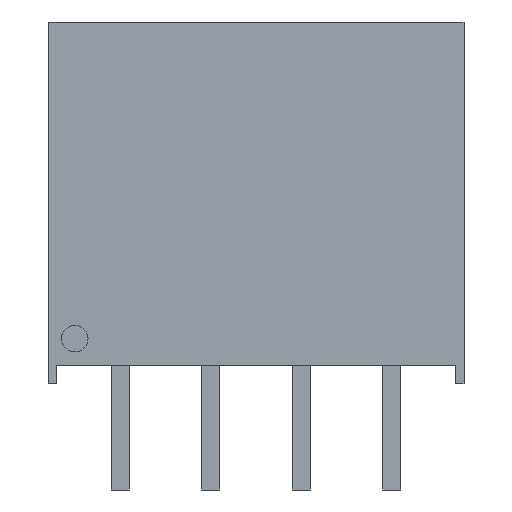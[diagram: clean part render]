
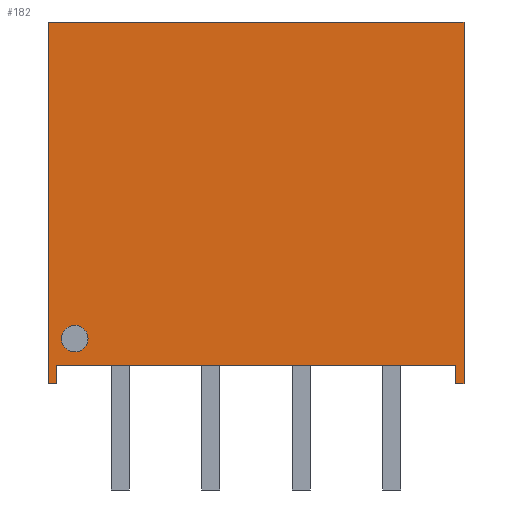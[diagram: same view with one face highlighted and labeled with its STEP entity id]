
A CAD part, front view. The second image highlights one B-rep face of the part: STEP entity #182.
In plain terms, the highlighted planar face has unit normal (0, -1, 0).
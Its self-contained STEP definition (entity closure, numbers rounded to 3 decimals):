
#39 = VECTOR ( 'NONE', #507, 1000. ) ;
#109 = DIRECTION ( 'NONE',  ( 0., 0., -1. ) ) ;
#129 = VERTEX_POINT ( 'NONE', #673 ) ;
#130 = DIRECTION ( 'NONE',  ( 0., 1., 0. ) ) ;
#170 = EDGE_CURVE ( 'NONE', #922, #350, #1370, .T. ) ;
#180 = ORIENTED_EDGE ( 'NONE', *, *, #805, .T. ) ;
#182 = ADVANCED_FACE ( 'NONE', ( #858, #1485 ), #960, .F. ) ;
#188 = LINE ( 'NONE', #1213, #1196 ) ;
#211 = LINE ( 'NONE', #705, #1240 ) ;
#217 = EDGE_CURVE ( 'NONE', #1168, #129, #264, .T. ) ;
#222 = CARTESIAN_POINT ( 'NONE',  ( -5.465, -3.75, 1.26 ) ) ;
#240 = CARTESIAN_POINT ( 'NONE',  ( -4.715, -3.75, 1.26 ) ) ;
#264 = LINE ( 'NONE', #1523, #914 ) ;
#284 = ORIENTED_EDGE ( 'NONE', *, *, #907, .F. ) ;
#293 = ORIENTED_EDGE ( 'NONE', *, *, #217, .F. ) ;
#350 = VERTEX_POINT ( 'NONE', #1064 ) ;
#371 = ORIENTED_EDGE ( 'NONE', *, *, #1573, .F. ) ;
#375 = CARTESIAN_POINT ( 'NONE',  ( -5.84, -3.75, 10.15 ) ) ;
#387 = DIRECTION ( 'NONE',  ( 0., 0., 1. ) ) ;
#454 = CARTESIAN_POINT ( 'NONE',  ( -5.09, -3.75, 1.26 ) ) ;
#470 = CARTESIAN_POINT ( 'NONE',  ( 5.59, -3.75, 10.15 ) ) ;
#479 = CARTESIAN_POINT ( 'NONE',  ( -5.09, -3.75, 1.26 ) ) ;
#507 = DIRECTION ( 'NONE',  ( 1., 0., 0. ) ) ;
#512 = DIRECTION ( 'NONE',  ( 0., 0., -1. ) ) ;
#577 = DIRECTION ( 'NONE',  ( 0., -1., 0. ) ) ;
#578 = DIRECTION ( 'NONE',  ( 0., 0., -1. ) ) ;
#595 = CARTESIAN_POINT ( 'NONE',  ( 5.59, -3.75, 0.51 ) ) ;
#673 = CARTESIAN_POINT ( 'NONE',  ( 5.84, -3.75, 0. ) ) ;
#684 = LINE ( 'NONE', #1188, #1077 ) ;
#695 = DIRECTION ( 'NONE',  ( 1., 0., 0. ) ) ;
#705 = CARTESIAN_POINT ( 'NONE',  ( -5.84, -3.75, 0. ) ) ;
#795 = VERTEX_POINT ( 'NONE', #1294 ) ;
#803 = AXIS2_PLACEMENT_3D ( 'NONE', #479, #577, #695 ) ;
#805 = EDGE_CURVE ( 'NONE', #1071, #129, #211, .T. ) ;
#837 = DIRECTION ( 'NONE',  ( 1., 0., 0. ) ) ;
#858 = FACE_BOUND ( 'NONE', #1393, .T. ) ;
#873 = ORIENTED_EDGE ( 'NONE', *, *, #1078, .T. ) ;
#884 = CARTESIAN_POINT ( 'NONE',  ( -5.84, -3.75, 10.15 ) ) ;
#891 = VERTEX_POINT ( 'NONE', #222 ) ;
#892 = CARTESIAN_POINT ( 'NONE',  ( -5.84, -3.75, 10.15 ) ) ;
#907 = EDGE_CURVE ( 'NONE', #891, #1079, #1261, .T. ) ;
#914 = VECTOR ( 'NONE', #512, 1000. ) ;
#922 = VERTEX_POINT ( 'NONE', #595 ) ;
#960 = PLANE ( 'NONE',  #1237 ) ;
#961 = CARTESIAN_POINT ( 'NONE',  ( 5.84, -3.75, 10.15 ) ) ;
#972 = LINE ( 'NONE', #470, #1309 ) ;
#992 = LINE ( 'NONE', #1021, #39 ) ;
#1017 = ORIENTED_EDGE ( 'NONE', *, *, #1601, .T. ) ;
#1021 = CARTESIAN_POINT ( 'NONE',  ( -5.84, -3.75, 0. ) ) ;
#1046 = EDGE_CURVE ( 'NONE', #1303, #1168, #684, .T. ) ;
#1064 = CARTESIAN_POINT ( 'NONE',  ( -5.59, -3.75, 0.51 ) ) ;
#1071 = VERTEX_POINT ( 'NONE', #1380 ) ;
#1077 = VECTOR ( 'NONE', #1319, 1000. ) ;
#1078 = EDGE_CURVE ( 'NONE', #795, #1115, #992, .T. ) ;
#1079 = VERTEX_POINT ( 'NONE', #240 ) ;
#1115 = VERTEX_POINT ( 'NONE', #1162 ) ;
#1162 = CARTESIAN_POINT ( 'NONE',  ( -5.59, -3.75, 0. ) ) ;
#1168 = VERTEX_POINT ( 'NONE', #961 ) ;
#1176 = EDGE_CURVE ( 'NONE', #1079, #891, #1357, .T. ) ;
#1188 = CARTESIAN_POINT ( 'NONE',  ( -5.84, -3.75, 10.15 ) ) ;
#1196 = VECTOR ( 'NONE', #1329, 1000. ) ;
#1197 = ORIENTED_EDGE ( 'NONE', *, *, #1331, .T. ) ;
#1213 = CARTESIAN_POINT ( 'NONE',  ( -5.59, -3.75, 10.15 ) ) ;
#1227 = CARTESIAN_POINT ( 'NONE',  ( -5.84, -3.75, 0.51 ) ) ;
#1237 = AXIS2_PLACEMENT_3D ( 'NONE', #375, #130, #387 ) ;
#1240 = VECTOR ( 'NONE', #837, 1000. ) ;
#1261 = CIRCLE ( 'NONE', #1547, 0.375 ) ;
#1294 = CARTESIAN_POINT ( 'NONE',  ( -5.84, -3.75, 0. ) ) ;
#1303 = VERTEX_POINT ( 'NONE', #884 ) ;
#1309 = VECTOR ( 'NONE', #578, 1000. ) ;
#1319 = DIRECTION ( 'NONE',  ( 1., 0., 0. ) ) ;
#1327 = ORIENTED_EDGE ( 'NONE', *, *, #1046, .F. ) ;
#1329 = DIRECTION ( 'NONE',  ( 0., 0., -1. ) ) ;
#1331 = EDGE_CURVE ( 'NONE', #922, #1071, #972, .T. ) ;
#1339 = DIRECTION ( 'NONE',  ( 0., -1., 0. ) ) ;
#1357 = CIRCLE ( 'NONE', #803, 0.375 ) ;
#1358 = ORIENTED_EDGE ( 'NONE', *, *, #170, .F. ) ;
#1370 = LINE ( 'NONE', #1227, #1488 ) ;
#1380 = CARTESIAN_POINT ( 'NONE',  ( 5.59, -3.75, 0. ) ) ;
#1393 = EDGE_LOOP ( 'NONE', ( #1425, #284 ) ) ;
#1400 = EDGE_LOOP ( 'NONE', ( #371, #1358, #1197, #180, #293, #1327, #1017, #873 ) ) ;
#1425 = ORIENTED_EDGE ( 'NONE', *, *, #1176, .F. ) ;
#1464 = DIRECTION ( 'NONE',  ( -1., 0., 0. ) ) ;
#1485 = FACE_OUTER_BOUND ( 'NONE', #1400, .T. ) ;
#1488 = VECTOR ( 'NONE', #1464, 1000. ) ;
#1513 = LINE ( 'NONE', #892, #1560 ) ;
#1523 = CARTESIAN_POINT ( 'NONE',  ( 5.84, -3.75, 10.15 ) ) ;
#1547 = AXIS2_PLACEMENT_3D ( 'NONE', #454, #1339, #1570 ) ;
#1560 = VECTOR ( 'NONE', #109, 1000. ) ;
#1570 = DIRECTION ( 'NONE',  ( 1., 0., 0. ) ) ;
#1573 = EDGE_CURVE ( 'NONE', #350, #1115, #188, .T. ) ;
#1601 = EDGE_CURVE ( 'NONE', #1303, #795, #1513, .T. ) ;
